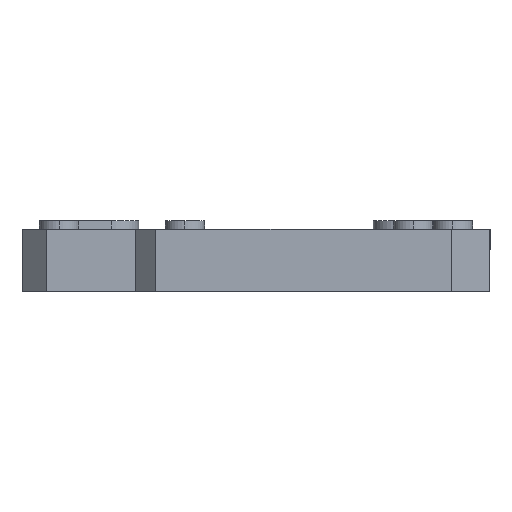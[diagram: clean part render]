
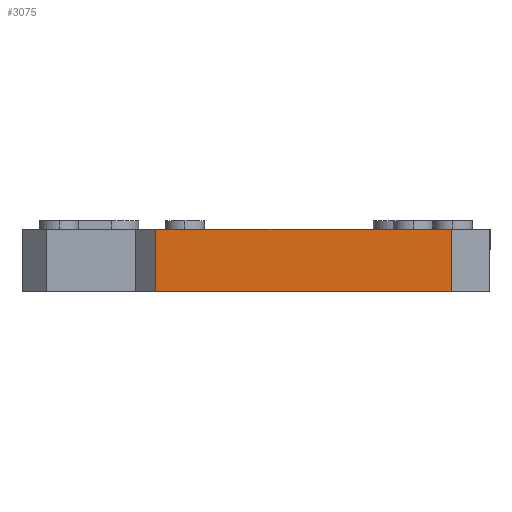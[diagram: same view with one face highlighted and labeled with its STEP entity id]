
A CAD part, left-side view. The second image highlights one B-rep face of the part: STEP entity #3075.
In plain terms, the highlighted planar face has unit normal (-1, 0, 0).
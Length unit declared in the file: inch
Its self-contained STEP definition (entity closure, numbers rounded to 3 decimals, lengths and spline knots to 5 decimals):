
#44 = ORIENTED_EDGE ( 'NONE', *, *, #4385, .T. ) ;
#138 = LINE ( 'NONE', #715, #1958 ) ;
#422 = VECTOR ( 'NONE', #846, 39.37008 ) ;
#529 = CARTESIAN_POINT ( 'NONE',  ( -2.08, 0.48464, 0.2 ) ) ;
#715 = CARTESIAN_POINT ( 'NONE',  ( -2.08, 0.48464, 0. ) ) ;
#846 = DIRECTION ( 'NONE',  ( 0., 0., -1. ) ) ;
#917 = EDGE_CURVE ( 'NONE', #3160, #2987, #2190, .T. ) ;
#1161 = LINE ( 'NONE', #1173, #4814 ) ;
#1173 = CARTESIAN_POINT ( 'NONE',  ( -2.08, 0.48464, 0.3 ) ) ;
#1253 = LINE ( 'NONE', #4258, #422 ) ;
#1308 = DIRECTION ( 'NONE',  ( 1., 0., 0. ) ) ;
#1342 = ORIENTED_EDGE ( 'NONE', *, *, #917, .F. ) ;
#1388 = AXIS2_PLACEMENT_3D ( 'NONE', #529, #1308, #3869 ) ;
#1858 = EDGE_LOOP ( 'NONE', ( #44, #1342, #2313, #3800 ) ) ;
#1901 = DIRECTION ( 'NONE',  ( 0., -1., 0. ) ) ;
#1958 = VECTOR ( 'NONE', #2937, 39.37008 ) ;
#2007 = CARTESIAN_POINT ( 'NONE',  ( -2.08, -0.94464, 0.3 ) ) ;
#2016 = EDGE_CURVE ( 'NONE', #4045, #3160, #1161, .T. ) ;
#2190 = LINE ( 'NONE', #3824, #3775 ) ;
#2313 = ORIENTED_EDGE ( 'NONE', *, *, #2016, .F. ) ;
#2937 = DIRECTION ( 'NONE',  ( 0., -1., 0. ) ) ;
#2987 = VERTEX_POINT ( 'NONE', #3794 ) ;
#3075 = ADVANCED_FACE ( 'NONE', ( #3603 ), #3483, .F. ) ;
#3160 = VERTEX_POINT ( 'NONE', #2007 ) ;
#3483 = PLANE ( 'NONE',  #1388 ) ;
#3603 = FACE_OUTER_BOUND ( 'NONE', #1858, .T. ) ;
#3775 = VECTOR ( 'NONE', #4536, 39.37008 ) ;
#3794 = CARTESIAN_POINT ( 'NONE',  ( -2.08, -0.94464, 0. ) ) ;
#3799 = EDGE_CURVE ( 'NONE', #4045, #3889, #1253, .T. ) ;
#3800 = ORIENTED_EDGE ( 'NONE', *, *, #3799, .T. ) ;
#3824 = CARTESIAN_POINT ( 'NONE',  ( -2.08, -0.94464, 0.2 ) ) ;
#3869 = DIRECTION ( 'NONE',  ( 0., 1., 0. ) ) ;
#3889 = VERTEX_POINT ( 'NONE', #4295 ) ;
#4045 = VERTEX_POINT ( 'NONE', #4745 ) ;
#4258 = CARTESIAN_POINT ( 'NONE',  ( -2.08, 0.48464, 0.2 ) ) ;
#4295 = CARTESIAN_POINT ( 'NONE',  ( -2.08, 0.48464, 0. ) ) ;
#4385 = EDGE_CURVE ( 'NONE', #3889, #2987, #138, .T. ) ;
#4536 = DIRECTION ( 'NONE',  ( 0., 0., -1. ) ) ;
#4745 = CARTESIAN_POINT ( 'NONE',  ( -2.08, 0.48464, 0.3 ) ) ;
#4814 = VECTOR ( 'NONE', #1901, 39.37008 ) ;
